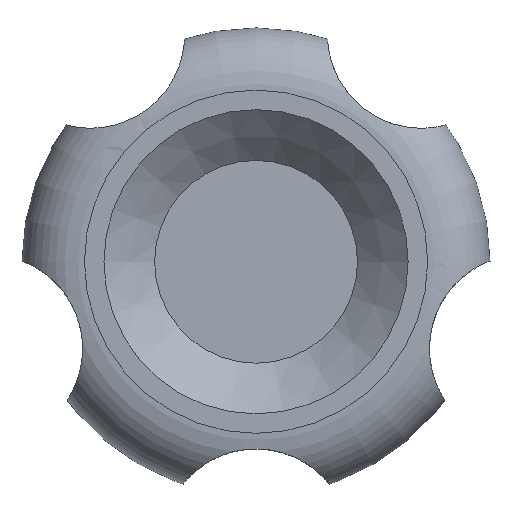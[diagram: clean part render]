
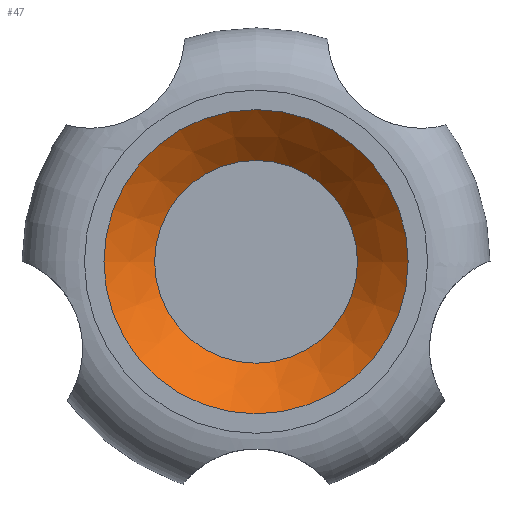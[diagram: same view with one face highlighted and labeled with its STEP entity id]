
A CAD part, top view. The second image highlights one B-rep face of the part: STEP entity #47.
In plain terms, the highlighted conical face has half-angle 47.291 degrees and reference radius 13 mm.
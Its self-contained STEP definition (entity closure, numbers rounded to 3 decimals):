
#47 = ADVANCED_FACE( '', ( #110, #111 ), #112, .F. );
#110 = FACE_OUTER_BOUND( '', #208, .T. );
#111 = FACE_BOUND( '', #209, .T. );
#112 = CONICAL_SURFACE( '', #210, 13., 0.825 );
#208 = EDGE_LOOP( '', ( #300 ) );
#209 = EDGE_LOOP( '', ( #301 ) );
#210 = AXIS2_PLACEMENT_3D( '', #302, #303, #304 );
#300 = ORIENTED_EDGE( '', *, *, #437, .T. );
#301 = ORIENTED_EDGE( '', *, *, #438, .F. );
#302 = CARTESIAN_POINT( '', ( 0., 0., 34. ) );
#303 = DIRECTION( '', ( 0., 0., 1. ) );
#304 = DIRECTION( '', ( 1., 0., 0. ) );
#437 = EDGE_CURVE( '', #483, #483, #484, .T. );
#438 = EDGE_CURVE( '', #485, #485, #486, .T. );
#483 = VERTEX_POINT( '', #550 );
#484 = CIRCLE( '', #551, 19.5 );
#485 = VERTEX_POINT( '', #552 );
#486 = CIRCLE( '', #553, 13. );
#550 = CARTESIAN_POINT( '', ( 19.5, 0., 40. ) );
#551 = AXIS2_PLACEMENT_3D( '', #1116, #1117, #1118 );
#552 = CARTESIAN_POINT( '', ( 13., 0., 34. ) );
#553 = AXIS2_PLACEMENT_3D( '', #1119, #1120, #1121 );
#1116 = CARTESIAN_POINT( '', ( 0., 0., 40. ) );
#1117 = DIRECTION( '', ( 0., 0., 1. ) );
#1118 = DIRECTION( '', ( 1., 0., 0. ) );
#1119 = CARTESIAN_POINT( '', ( 0., 0., 34. ) );
#1120 = DIRECTION( '', ( 0., 0., 1. ) );
#1121 = DIRECTION( '', ( 1., 0., 0. ) );
